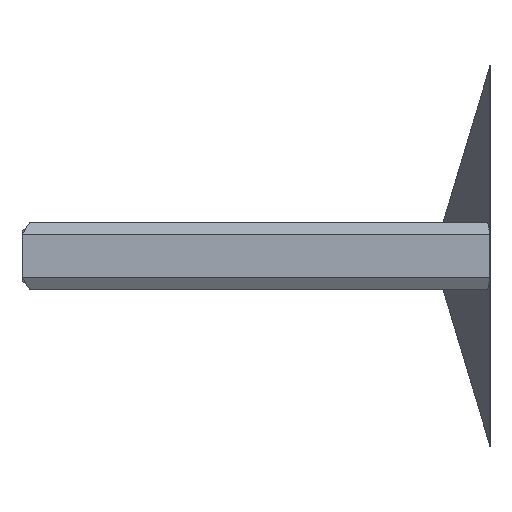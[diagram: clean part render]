
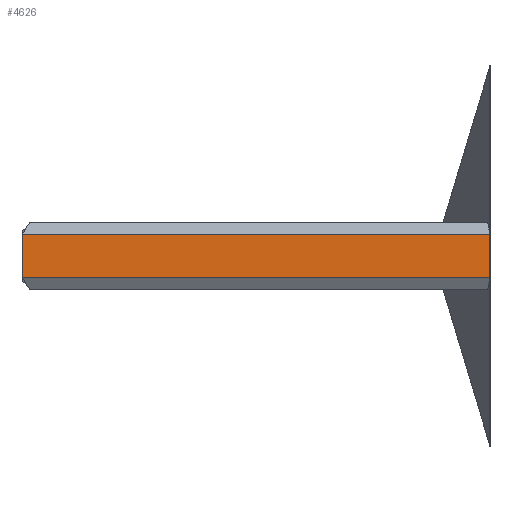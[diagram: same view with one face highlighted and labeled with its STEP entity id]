
A CAD part, left-side view. The second image highlights one B-rep face of the part: STEP entity #4626.
In plain terms, the highlighted planar face has unit normal (-1, 0, 0).
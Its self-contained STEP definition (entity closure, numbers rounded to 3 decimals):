
#687=FACE_OUTER_BOUND('',#936,.T.);
#936=EDGE_LOOP('',(#4070,#4071,#4072,#4073));
#1300=LINE('',#8991,#1706);
#1331=LINE('',#9053,#1737);
#1352=LINE('',#9095,#1758);
#1353=LINE('',#9097,#1759);
#1706=VECTOR('',#5310,10.);
#1737=VECTOR('',#5371,10.);
#1758=VECTOR('',#5416,10.);
#1759=VECTOR('',#5419,10.);
#2185=VERTEX_POINT('',#8989);
#2186=VERTEX_POINT('',#8990);
#2201=VERTEX_POINT('',#9051);
#2202=VERTEX_POINT('',#9052);
#2843=EDGE_CURVE('',#2185,#2186,#1300,.T.);
#2875=EDGE_CURVE('',#2201,#2202,#1331,.T.);
#2898=EDGE_CURVE('',#2185,#2201,#1352,.T.);
#2899=EDGE_CURVE('',#2186,#2202,#1353,.T.);
#4070=ORIENTED_EDGE('',*,*,#2875,.F.);
#4071=ORIENTED_EDGE('',*,*,#2898,.F.);
#4072=ORIENTED_EDGE('',*,*,#2843,.T.);
#4073=ORIENTED_EDGE('',*,*,#2899,.T.);
#4381=PLANE('',#4765);
#4626=ADVANCED_FACE('',(#687),#4381,.F.);
#4765=AXIS2_PLACEMENT_3D('',#9096,#5417,#5418);
#5310=DIRECTION('',(0.,-1.,0.));
#5371=DIRECTION('',(0.,-1.,0.));
#5416=DIRECTION('',(0.,0.,1.));
#5417=DIRECTION('center_axis',(1.,0.,0.));
#5418=DIRECTION('ref_axis',(0.,1.,0.));
#5419=DIRECTION('',(0.,0.,1.));
#8989=CARTESIAN_POINT('',(-55.9,59.71,-2.755));
#8990=CARTESIAN_POINT('',(-55.9,0.,-2.755));
#8991=CARTESIAN_POINT('',(-55.9,13.178,-2.755));
#9051=CARTESIAN_POINT('',(-55.9,59.71,2.755));
#9052=CARTESIAN_POINT('',(-55.9,0.,2.755));
#9053=CARTESIAN_POINT('',(-55.9,13.178,2.755));
#9095=CARTESIAN_POINT('',(-55.9,59.71,0.));
#9096=CARTESIAN_POINT('Origin',(-55.9,0.,0.));
#9097=CARTESIAN_POINT('',(-55.9,0.,0.));
